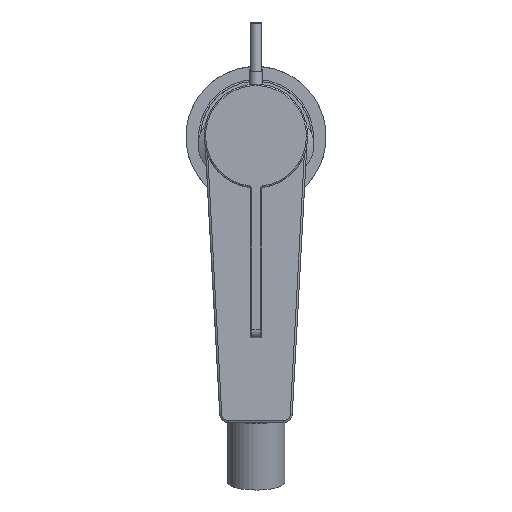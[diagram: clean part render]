
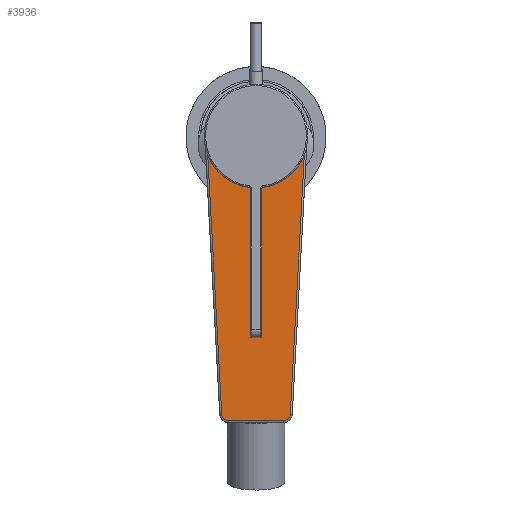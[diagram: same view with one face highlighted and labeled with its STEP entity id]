
A CAD part, top view. The second image highlights one B-rep face of the part: STEP entity #3936.
In plain terms, the highlighted planar face has unit normal (0, 0, 1).
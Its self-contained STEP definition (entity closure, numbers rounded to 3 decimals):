
#340=FACE_BOUND('',#917,.T.);
#436=PLANE('',#4605);
#664=FACE_OUTER_BOUND('',#916,.T.);
#916=EDGE_LOOP('',(#3575,#3576,#3577,#3578,#3579,#3580));
#917=EDGE_LOOP('',(#3581));
#1122=LINE('',#11249,#1337);
#1123=LINE('',#11258,#1338);
#1124=LINE('',#11266,#1339);
#1337=VECTOR('',#5739,96.334);
#1338=VECTOR('',#5752,96.334);
#1339=VECTOR('',#5763,19.317);
#1574=CIRCLE('',#4594,17.2);
#1577=CIRCLE('',#4599,2.3);
#1580=CIRCLE('',#4604,2.3);
#1581=CIRCLE('',#4606,16.);
#1933=VERTEX_POINT('',#11247);
#1934=VERTEX_POINT('',#11248);
#1935=VERTEX_POINT('',#11253);
#1936=VERTEX_POINT('',#11257);
#1937=VERTEX_POINT('',#11261);
#1938=VERTEX_POINT('',#11265);
#1939=VERTEX_POINT('',#11271);
#2486=EDGE_CURVE('',#1933,#1934,#1122,.T.);
#2489=EDGE_CURVE('',#1935,#1933,#1574,.T.);
#2491=EDGE_CURVE('',#1936,#1935,#1123,.T.);
#2493=EDGE_CURVE('',#1937,#1936,#1577,.T.);
#2495=EDGE_CURVE('',#1938,#1937,#1124,.T.);
#2497=EDGE_CURVE('',#1934,#1938,#1580,.T.);
#2498=EDGE_CURVE('',#1939,#1939,#1581,.T.);
#3575=ORIENTED_EDGE('',*,*,#2497,.T.);
#3576=ORIENTED_EDGE('',*,*,#2495,.T.);
#3577=ORIENTED_EDGE('',*,*,#2493,.T.);
#3578=ORIENTED_EDGE('',*,*,#2491,.T.);
#3579=ORIENTED_EDGE('',*,*,#2489,.T.);
#3580=ORIENTED_EDGE('',*,*,#2486,.T.);
#3581=ORIENTED_EDGE('',*,*,#2498,.F.);
#3936=ADVANCED_FACE('',(#664,#340),#436,.T.);
#4594=AXIS2_PLACEMENT_3D('',#11254,#5746,#5747);
#4599=AXIS2_PLACEMENT_3D('',#11262,#5757,#5758);
#4604=AXIS2_PLACEMENT_3D('',#11269,#5768,#5769);
#4605=AXIS2_PLACEMENT_3D('',#11270,#5770,#5771);
#4606=AXIS2_PLACEMENT_3D('',#11272,#5772,#5773);
#5739=DIRECTION('',(0.054,-0.999,0.));
#5746=DIRECTION('center_axis',(0.,0.,1.));
#5747=DIRECTION('ref_axis',(0.999,-0.054,0.));
#5752=DIRECTION('',(0.054,0.999,0.));
#5757=DIRECTION('center_axis',(0.,0.,1.));
#5758=DIRECTION('ref_axis',(0.,-1.,0.));
#5763=DIRECTION('',(1.,0.,0.));
#5768=DIRECTION('center_axis',(0.,0.,1.));
#5769=DIRECTION('ref_axis',(-0.999,-0.054,0.));
#5770=DIRECTION('center_axis',(0.,0.,1.));
#5771=DIRECTION('ref_axis',(1.,0.,0.));
#5772=DIRECTION('center_axis',(0.,0.,1.));
#5773=DIRECTION('ref_axis',(0.,-1.,0.));
#11247=CARTESIAN_POINT('',(-17.175,106.168,-13.9));
#11248=CARTESIAN_POINT('',(-11.955,9.975,-13.9));
#11249=CARTESIAN_POINT('',(-17.175,106.168,-13.9));
#11253=CARTESIAN_POINT('',(17.175,106.168,-13.9));
#11254=CARTESIAN_POINT('Origin',(0.,107.1,-13.9));
#11257=CARTESIAN_POINT('',(11.955,9.975,-13.9));
#11258=CARTESIAN_POINT('',(11.955,9.975,-13.9));
#11261=CARTESIAN_POINT('',(9.658,7.8,-13.9));
#11262=CARTESIAN_POINT('Origin',(9.658,10.1,-13.9));
#11265=CARTESIAN_POINT('',(-9.658,7.8,-13.9));
#11266=CARTESIAN_POINT('',(-9.658,7.8,-13.9));
#11269=CARTESIAN_POINT('Origin',(-9.658,10.1,-13.9));
#11270=CARTESIAN_POINT('Origin',(-23.,1.975,-13.9));
#11271=CARTESIAN_POINT('',(-1.394,91.161,-13.9));
#11272=CARTESIAN_POINT('Origin',(0.,107.1,-13.9));
